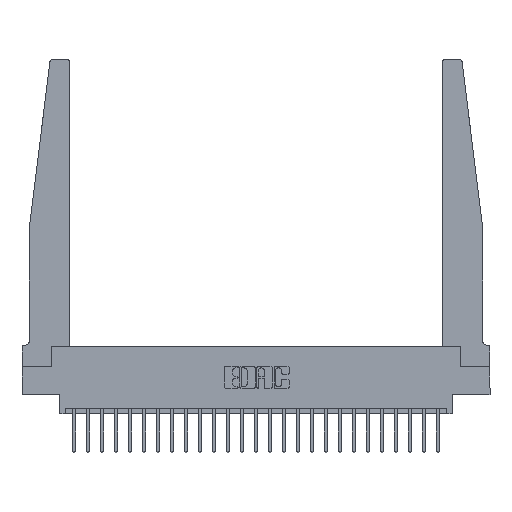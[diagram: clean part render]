
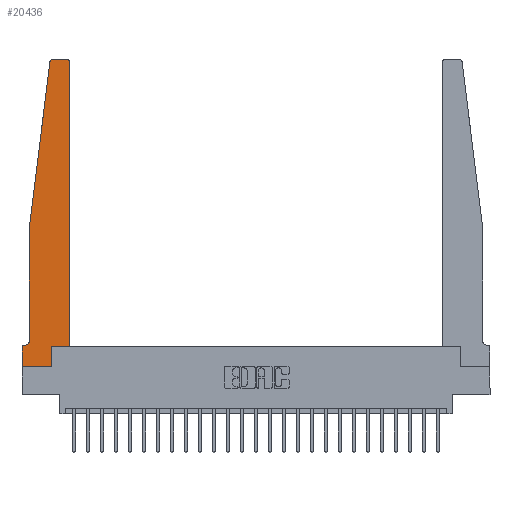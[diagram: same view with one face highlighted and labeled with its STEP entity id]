
A CAD part, top view. The second image highlights one B-rep face of the part: STEP entity #20436.
In plain terms, the highlighted planar face has unit normal (0, 0, 1).
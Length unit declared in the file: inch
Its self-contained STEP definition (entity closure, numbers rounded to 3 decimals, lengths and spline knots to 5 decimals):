
#19 = EDGE_CURVE ( 'NONE', #10036, #3854, #3464, .T. ) ;
#334 = CARTESIAN_POINT ( 'NONE',  ( 0.065, 1.25, 0.37 ) ) ;
#901 = CARTESIAN_POINT ( 'NONE',  ( 0., 0.1875, 0.37 ) ) ;
#1086 = ORIENTED_EDGE ( 'NONE', *, *, #4250, .T. ) ;
#1807 = VERTEX_POINT ( 'NONE', #23554 ) ;
#1872 = ORIENTED_EDGE ( 'NONE', *, *, #12698, .T. ) ;
#2186 = ORIENTED_EDGE ( 'NONE', *, *, #7664, .T. ) ;
#2867 = LINE ( 'NONE', #12121, #16479 ) ;
#3085 = VECTOR ( 'NONE', #12084, 39.37008 ) ;
#3181 = VECTOR ( 'NONE', #7243, 39.37008 ) ;
#3272 = DIRECTION ( 'NONE',  ( 1., 0., 0. ) ) ;
#3406 = DIRECTION ( 'NONE',  ( 0., 0., 1. ) ) ;
#3416 = CIRCLE ( 'NONE', #17967, 0.03 ) ;
#3464 = LINE ( 'NONE', #20939, #18636 ) ;
#3854 = VERTEX_POINT ( 'NONE', #16271 ) ;
#4250 = EDGE_CURVE ( 'NONE', #3854, #11889, #10509, .T. ) ;
#4350 = CARTESIAN_POINT ( 'NONE',  ( 0.065, 0.2375, 0.37 ) ) ;
#4435 = VERTEX_POINT ( 'NONE', #11633 ) ;
#4706 = LINE ( 'NONE', #22197, #10675 ) ;
#4775 = LINE ( 'NONE', #6444, #7194 ) ;
#4835 = CARTESIAN_POINT ( 'NONE',  ( 0., 0.1875, 0.37 ) ) ;
#5657 = AXIS2_PLACEMENT_3D ( 'NONE', #15417, #3406, #18488 ) ;
#6081 = ORIENTED_EDGE ( 'NONE', *, *, #24895, .T. ) ;
#6444 = CARTESIAN_POINT ( 'NONE',  ( 0.065, 0.1875, 0.37 ) ) ;
#6769 = DIRECTION ( 'NONE',  ( 0., 0., 1. ) ) ;
#7194 = VECTOR ( 'NONE', #12040, 39.37008 ) ;
#7243 = DIRECTION ( 'NONE',  ( 0., 1., 0. ) ) ;
#7610 = VERTEX_POINT ( 'NONE', #9866 ) ;
#7664 = EDGE_CURVE ( 'NONE', #4435, #7610, #2867, .T. ) ;
#7782 = LINE ( 'NONE', #21095, #20366 ) ;
#8290 = ORIENTED_EDGE ( 'NONE', *, *, #13886, .T. ) ;
#9682 = DIRECTION ( 'NONE',  ( 0., -1., 0. ) ) ;
#9816 = DIRECTION ( 'NONE',  ( 0., 0., -1. ) ) ;
#9866 = CARTESIAN_POINT ( 'NONE',  ( 0.425, 2.72, 0.37 ) ) ;
#9914 = CIRCLE ( 'NONE', #11141, 0.05 ) ;
#10036 = VERTEX_POINT ( 'NONE', #901 ) ;
#10052 = CARTESIAN_POINT ( 'NONE',  ( 0.395, 2.72, 0.37 ) ) ;
#10509 = LINE ( 'NONE', #14809, #21865 ) ;
#10675 = VECTOR ( 'NONE', #12715, 39.37008 ) ;
#11052 = ORIENTED_EDGE ( 'NONE', *, *, #20421, .T. ) ;
#11141 = AXIS2_PLACEMENT_3D ( 'NONE', #17660, #9816, #14410 ) ;
#11224 = LINE ( 'NONE', #11345, #24467 ) ;
#11345 = CARTESIAN_POINT ( 'NONE',  ( 0.425, 0.18, 0.37 ) ) ;
#11426 = LINE ( 'NONE', #19151, #3181 ) ;
#11633 = CARTESIAN_POINT ( 'NONE',  ( 0.425, 0.18, 0.37 ) ) ;
#11777 = VERTEX_POINT ( 'NONE', #17078 ) ;
#11889 = VERTEX_POINT ( 'NONE', #19238 ) ;
#12040 = DIRECTION ( 'NONE',  ( -1., 0., 0. ) ) ;
#12084 = DIRECTION ( 'NONE',  ( -0.122, -0.992, 0. ) ) ;
#12121 = CARTESIAN_POINT ( 'NONE',  ( 0.425, 0.18, 0.37 ) ) ;
#12142 = EDGE_LOOP ( 'NONE', ( #8290, #20807, #1872, #11052, #21938, #23187, #13127, #1086, #23632, #16785, #2186, #6081 ) ) ;
#12168 = DIRECTION ( 'NONE',  ( 1., 0., 0. ) ) ;
#12698 = EDGE_CURVE ( 'NONE', #11777, #20969, #17669, .T. ) ;
#12715 = DIRECTION ( 'NONE',  ( 0., -1., 0. ) ) ;
#13127 = ORIENTED_EDGE ( 'NONE', *, *, #19, .T. ) ;
#13450 = VERTEX_POINT ( 'NONE', #15700 ) ;
#13886 = EDGE_CURVE ( 'NONE', #23384, #1807, #7782, .T. ) ;
#14261 = DIRECTION ( 'NONE',  ( 0., 1., 0. ) ) ;
#14410 = DIRECTION ( 'NONE',  ( -1., 0., 0. ) ) ;
#14809 = CARTESIAN_POINT ( 'NONE',  ( 0., 0., 0.37 ) ) ;
#15417 = CARTESIAN_POINT ( 'NONE',  ( 0.27653, 2.72, 0.37 ) ) ;
#15700 = CARTESIAN_POINT ( 'NONE',  ( 0.015, 0.1875, 0.37 ) ) ;
#16271 = CARTESIAN_POINT ( 'NONE',  ( 0., 0., 0.37 ) ) ;
#16479 = VECTOR ( 'NONE', #14261, 39.37008 ) ;
#16610 = CIRCLE ( 'NONE', #5657, 0.03 ) ;
#16669 = VERTEX_POINT ( 'NONE', #17288 ) ;
#16785 = ORIENTED_EDGE ( 'NONE', *, *, #17974, .T. ) ;
#16797 = DIRECTION ( 'NONE',  ( 1., 0., 0. ) ) ;
#17078 = CARTESIAN_POINT ( 'NONE',  ( 0.24675, 2.72367, 0.37 ) ) ;
#17288 = CARTESIAN_POINT ( 'NONE',  ( 0.2605, 0.18, 0.37 ) ) ;
#17660 = CARTESIAN_POINT ( 'NONE',  ( 0.015, 0.2375, 0.37 ) ) ;
#17669 = LINE ( 'NONE', #334, #3085 ) ;
#17757 = DIRECTION ( 'NONE',  ( 0., 0., 1. ) ) ;
#17967 = AXIS2_PLACEMENT_3D ( 'NONE', #10052, #17757, #12168 ) ;
#17974 = EDGE_CURVE ( 'NONE', #16669, #4435, #11224, .T. ) ;
#18087 = EDGE_CURVE ( 'NONE', #21572, #13450, #9914, .T. ) ;
#18488 = DIRECTION ( 'NONE',  ( 1., 0., 0. ) ) ;
#18636 = VECTOR ( 'NONE', #9682, 39.37008 ) ;
#19151 = CARTESIAN_POINT ( 'NONE',  ( 0.2605, 0.18, 0.37 ) ) ;
#19238 = CARTESIAN_POINT ( 'NONE',  ( 0.2605, 0., 0.37 ) ) ;
#20194 = PLANE ( 'NONE',  #24819 ) ;
#20366 = VECTOR ( 'NONE', #24897, 39.37008 ) ;
#20421 = EDGE_CURVE ( 'NONE', #20969, #21572, #4706, .T. ) ;
#20436 = ADVANCED_FACE ( 'NONE', ( #24122 ), #20194, .T. ) ;
#20437 = DIRECTION ( 'NONE',  ( 1., 0., 0. ) ) ;
#20807 = ORIENTED_EDGE ( 'NONE', *, *, #21519, .T. ) ;
#20939 = CARTESIAN_POINT ( 'NONE',  ( 0., 0., 0.37 ) ) ;
#20969 = VERTEX_POINT ( 'NONE', #21694 ) ;
#21095 = CARTESIAN_POINT ( 'NONE',  ( 0.25, 2.75, 0.37 ) ) ;
#21519 = EDGE_CURVE ( 'NONE', #1807, #11777, #16610, .T. ) ;
#21572 = VERTEX_POINT ( 'NONE', #4350 ) ;
#21694 = CARTESIAN_POINT ( 'NONE',  ( 0.065, 1.25, 0.37 ) ) ;
#21865 = VECTOR ( 'NONE', #3272, 39.37008 ) ;
#21938 = ORIENTED_EDGE ( 'NONE', *, *, #18087, .T. ) ;
#22197 = CARTESIAN_POINT ( 'NONE',  ( 0.065, 1.25, 0.37 ) ) ;
#22516 = EDGE_CURVE ( 'NONE', #13450, #10036, #4775, .T. ) ;
#23187 = ORIENTED_EDGE ( 'NONE', *, *, #22516, .T. ) ;
#23384 = VERTEX_POINT ( 'NONE', #23507 ) ;
#23507 = CARTESIAN_POINT ( 'NONE',  ( 0.395, 2.75, 0.37 ) ) ;
#23536 = EDGE_CURVE ( 'NONE', #11889, #16669, #11426, .T. ) ;
#23554 = CARTESIAN_POINT ( 'NONE',  ( 0.27653, 2.75, 0.37 ) ) ;
#23632 = ORIENTED_EDGE ( 'NONE', *, *, #23536, .T. ) ;
#24122 = FACE_OUTER_BOUND ( 'NONE', #12142, .T. ) ;
#24467 = VECTOR ( 'NONE', #16797, 39.37008 ) ;
#24819 = AXIS2_PLACEMENT_3D ( 'NONE', #4835, #6769, #20437 ) ;
#24895 = EDGE_CURVE ( 'NONE', #7610, #23384, #3416, .T. ) ;
#24897 = DIRECTION ( 'NONE',  ( -1., 0., 0. ) ) ;
